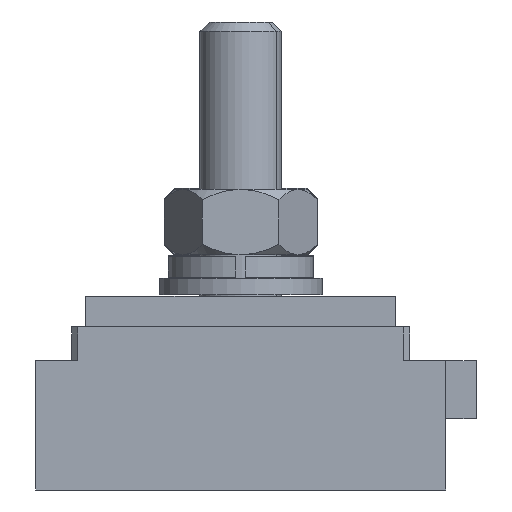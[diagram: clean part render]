
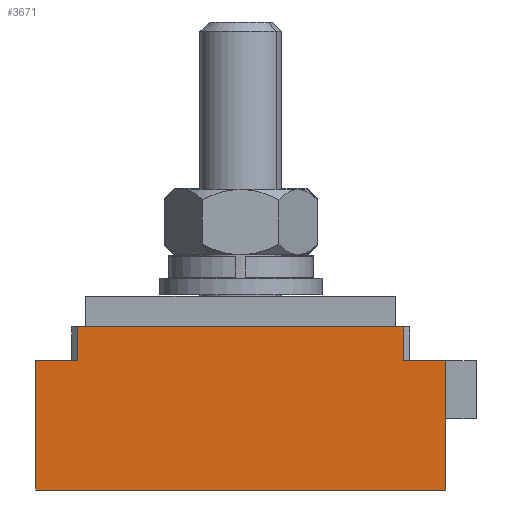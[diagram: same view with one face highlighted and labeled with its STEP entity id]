
A CAD part, front view. The second image highlights one B-rep face of the part: STEP entity #3671.
In plain terms, the highlighted planar face has unit normal (0, -1, 0).
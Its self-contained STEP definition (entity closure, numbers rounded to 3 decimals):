
#3619=AXIS2_PLACEMENT_3D('Plane Axis2P3D',#3616,#3617,#3618) ;
#3036=CARTESIAN_POINT('Line Origine',(0.,-73.2,0.)) ;
#3040=CARTESIAN_POINT('Vertex',(-20.1,-73.2,0.)) ;
#3042=CARTESIAN_POINT('Vertex',(20.1,-73.2,0.)) ;
#3507=CARTESIAN_POINT('Vertex',(20.1,-73.2,12.7)) ;
#3510=CARTESIAN_POINT('Line Origine',(20.1,-73.2,6.35)) ;
#3616=CARTESIAN_POINT('Axis2P3D Location',(-20.1,-73.2,0.)) ;
#3621=CARTESIAN_POINT('Line Origine',(-20.1,-73.2,6.35)) ;
#3625=CARTESIAN_POINT('Vertex',(-20.1,-73.2,12.7)) ;
#3628=CARTESIAN_POINT('Line Origine',(18.05,-73.2,12.7)) ;
#3632=CARTESIAN_POINT('Vertex',(16.,-73.2,12.7)) ;
#3635=CARTESIAN_POINT('Line Origine',(16.,-73.2,14.35)) ;
#3639=CARTESIAN_POINT('Vertex',(16.,-73.2,16.)) ;
#3642=CARTESIAN_POINT('Line Origine',(0.,-73.2,16.)) ;
#3646=CARTESIAN_POINT('Vertex',(-16.,-73.2,16.)) ;
#3649=CARTESIAN_POINT('Line Origine',(-16.,-73.2,14.35)) ;
#3653=CARTESIAN_POINT('Vertex',(-16.,-73.2,12.7)) ;
#3656=CARTESIAN_POINT('Line Origine',(-18.05,-73.2,12.7)) ;
#3037=DIRECTION('Vector Direction',(1.,0.,0.)) ;
#3511=DIRECTION('Vector Direction',(0.,0.,1.)) ;
#3617=DIRECTION('Axis2P3D Direction',(0.,-1.,0.)) ;
#3618=DIRECTION('Axis2P3D XDirection',(1.,0.,0.)) ;
#3622=DIRECTION('Vector Direction',(0.,0.,1.)) ;
#3629=DIRECTION('Vector Direction',(1.,0.,0.)) ;
#3636=DIRECTION('Vector Direction',(0.,0.,1.)) ;
#3643=DIRECTION('Vector Direction',(1.,0.,0.)) ;
#3650=DIRECTION('Vector Direction',(0.,0.,1.)) ;
#3657=DIRECTION('Vector Direction',(1.,0.,0.)) ;
#3038=VECTOR('Line Direction',#3037,1.) ;
#3512=VECTOR('Line Direction',#3511,1.) ;
#3623=VECTOR('Line Direction',#3622,1.) ;
#3630=VECTOR('Line Direction',#3629,1.) ;
#3637=VECTOR('Line Direction',#3636,1.) ;
#3644=VECTOR('Line Direction',#3643,1.) ;
#3651=VECTOR('Line Direction',#3650,1.) ;
#3658=VECTOR('Line Direction',#3657,1.) ;
#3662=ORIENTED_EDGE('',*,*,#3627,.F.) ;
#3663=ORIENTED_EDGE('',*,*,#3044,.T.) ;
#3664=ORIENTED_EDGE('',*,*,#3514,.T.) ;
#3665=ORIENTED_EDGE('',*,*,#3634,.F.) ;
#3666=ORIENTED_EDGE('',*,*,#3641,.T.) ;
#3667=ORIENTED_EDGE('',*,*,#3648,.F.) ;
#3668=ORIENTED_EDGE('',*,*,#3655,.F.) ;
#3669=ORIENTED_EDGE('',*,*,#3660,.T.) ;
#3671=ADVANCED_FACE('Hauptkoerper nicht benutzen',(#3670),#3620,.T.) ;
#3044=EDGE_CURVE('',#3041,#3043,#3039,.T.) ;
#3514=EDGE_CURVE('',#3043,#3508,#3513,.T.) ;
#3627=EDGE_CURVE('',#3041,#3626,#3624,.T.) ;
#3634=EDGE_CURVE('',#3633,#3508,#3631,.T.) ;
#3641=EDGE_CURVE('',#3633,#3640,#3638,.T.) ;
#3648=EDGE_CURVE('',#3647,#3640,#3645,.T.) ;
#3655=EDGE_CURVE('',#3654,#3647,#3652,.T.) ;
#3660=EDGE_CURVE('',#3654,#3626,#3659,.F.) ;
#3661=EDGE_LOOP('',(#3662,#3663,#3664,#3665,#3666,#3667,#3668,#3669)) ;
#3670=FACE_OUTER_BOUND('',#3661,.T.) ;
#3039=LINE('Line',#3036,#3038) ;
#3513=LINE('Line',#3510,#3512) ;
#3624=LINE('Line',#3621,#3623) ;
#3631=LINE('Line',#3628,#3630) ;
#3638=LINE('Line',#3635,#3637) ;
#3645=LINE('Line',#3642,#3644) ;
#3652=LINE('Line',#3649,#3651) ;
#3659=LINE('Line',#3656,#3658) ;
#3620=PLANE('Plane',#3619) ;
#3041=VERTEX_POINT('',#3040) ;
#3043=VERTEX_POINT('',#3042) ;
#3508=VERTEX_POINT('',#3507) ;
#3626=VERTEX_POINT('',#3625) ;
#3633=VERTEX_POINT('',#3632) ;
#3640=VERTEX_POINT('',#3639) ;
#3647=VERTEX_POINT('',#3646) ;
#3654=VERTEX_POINT('',#3653) ;
